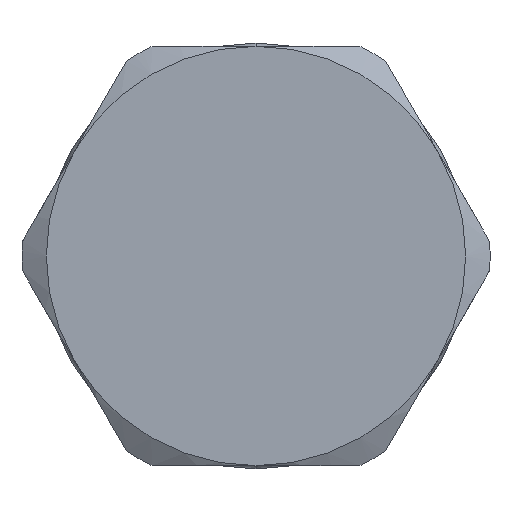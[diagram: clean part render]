
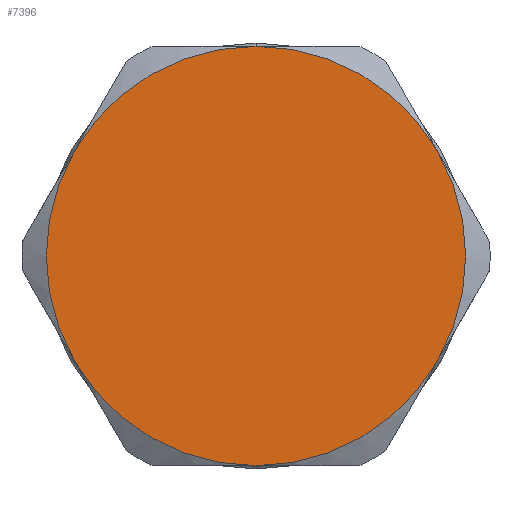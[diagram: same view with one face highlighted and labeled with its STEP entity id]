
A CAD part, left-side view. The second image highlights one B-rep face of the part: STEP entity #7396.
In plain terms, the highlighted planar face has unit normal (-1, 0, 0).
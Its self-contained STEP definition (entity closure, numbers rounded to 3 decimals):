
#53 = CIRCLE ( 'NONE', #2272, 11.11 ) ;
#277 = CIRCLE ( 'NONE', #2216, 11.11 ) ;
#278 = CIRCLE ( 'NONE', #2233, 11.11 ) ;
#346 = CIRCLE ( 'NONE', #2277, 11.11 ) ;
#347 = CIRCLE ( 'NONE', #2274, 11.11 ) ;
#348 = CIRCLE ( 'NONE', #2297, 11.11 ) ;
#658 = EDGE_CURVE ( 'NONE', #8227, #8212, #277, .T. ) ;
#660 = EDGE_CURVE ( 'NONE', #8219, #8227, #346, .T. ) ;
#661 = EDGE_CURVE ( 'NONE', #8228, #8219, #278, .T. ) ;
#662 = EDGE_CURVE ( 'NONE', #8228, #8223, #348, .T. ) ;
#663 = EDGE_CURVE ( 'NONE', #8226, #8223, #347, .T. ) ;
#738 = EDGE_CURVE ( 'NONE', #8212, #8226, #53, .T. ) ;
#1344 = DIRECTION ( 'NONE',  ( 0., 0., -1. ) ) ;
#1345 = DIRECTION ( 'NONE',  ( 1., 0., 0. ) ) ;
#1346 = CARTESIAN_POINT ( 'NONE',  ( 0., 0., 0. ) ) ;
#1349 = DIRECTION ( 'NONE',  ( 0., 0., 1. ) ) ;
#1350 = DIRECTION ( 'NONE',  ( -1., 0., 0. ) ) ;
#1351 = CARTESIAN_POINT ( 'NONE',  ( 0., 0., 0. ) ) ;
#1352 = DIRECTION ( 'NONE',  ( 0., 0., -1. ) ) ;
#1353 = DIRECTION ( 'NONE',  ( 1., 0., 0. ) ) ;
#1354 = CARTESIAN_POINT ( 'NONE',  ( 0., 0., 0. ) ) ;
#1356 = DIRECTION ( 'NONE',  ( 0., 0., -1. ) ) ;
#1357 = DIRECTION ( 'NONE',  ( 1., 0., 0. ) ) ;
#1358 = CARTESIAN_POINT ( 'NONE',  ( 0., 0., 0. ) ) ;
#1364 = DIRECTION ( 'NONE',  ( 0., 0., -1. ) ) ;
#1365 = DIRECTION ( 'NONE',  ( 1., 0., 0. ) ) ;
#1366 = CARTESIAN_POINT ( 'NONE',  ( 0., 0., 0. ) ) ;
#2216 = AXIS2_PLACEMENT_3D ( 'NONE', #1366, #1365, #1364 ) ;
#2233 = AXIS2_PLACEMENT_3D ( 'NONE', #1354, #1353, #1352 ) ;
#2272 = AXIS2_PLACEMENT_3D ( 'NONE', #8967, #8749, #8748 ) ;
#2274 = AXIS2_PLACEMENT_3D ( 'NONE', #1346, #1345, #1344 ) ;
#2277 = AXIS2_PLACEMENT_3D ( 'NONE', #1358, #1357, #1356 ) ;
#2297 = AXIS2_PLACEMENT_3D ( 'NONE', #1351, #1350, #1349 ) ;
#2753 = AXIS2_PLACEMENT_3D ( 'NONE', #9205, #9211, #9206 ) ;
#3863 = FACE_OUTER_BOUND ( 'NONE', #5862, .T. ) ;
#5841 = ORIENTED_EDGE ( 'NONE', *, *, #738, .F. ) ;
#5862 = EDGE_LOOP ( 'NONE', ( #5841, #6375, #6209, #6284, #6435, #6359 ) ) ;
#6209 = ORIENTED_EDGE ( 'NONE', *, *, #660, .F. ) ;
#6284 = ORIENTED_EDGE ( 'NONE', *, *, #661, .F. ) ;
#6359 = ORIENTED_EDGE ( 'NONE', *, *, #663, .F. ) ;
#6375 = ORIENTED_EDGE ( 'NONE', *, *, #658, .F. ) ;
#6435 = ORIENTED_EDGE ( 'NONE', *, *, #662, .T. ) ;
#7396 = ADVANCED_FACE ( 'NONE', ( #3863 ), #9680, .F. ) ;
#7618 = CARTESIAN_POINT ( 'NONE',  ( 0., -9.622, 5.555 ) ) ;
#7625 = CARTESIAN_POINT ( 'NONE',  ( 0., 0., -11.11 ) ) ;
#7652 = CARTESIAN_POINT ( 'NONE',  ( 0., 9.622, 5.555 ) ) ;
#7655 = CARTESIAN_POINT ( 'NONE',  ( 0., -9.622, -5.555 ) ) ;
#7656 = CARTESIAN_POINT ( 'NONE',  ( 0., 9.622, -5.555 ) ) ;
#7657 = CARTESIAN_POINT ( 'NONE',  ( 0., 0., 11.11 ) ) ;
#8212 = VERTEX_POINT ( 'NONE', #7625 ) ;
#8219 = VERTEX_POINT ( 'NONE', #7618 ) ;
#8223 = VERTEX_POINT ( 'NONE', #7652 ) ;
#8226 = VERTEX_POINT ( 'NONE', #7656 ) ;
#8227 = VERTEX_POINT ( 'NONE', #7655 ) ;
#8228 = VERTEX_POINT ( 'NONE', #7657 ) ;
#8748 = DIRECTION ( 'NONE',  ( 0., 0., -1. ) ) ;
#8749 = DIRECTION ( 'NONE',  ( 1., 0., 0. ) ) ;
#8967 = CARTESIAN_POINT ( 'NONE',  ( 0., 0., 0. ) ) ;
#9205 = CARTESIAN_POINT ( 'NONE',  ( 0., -12.829, 0. ) ) ;
#9206 = DIRECTION ( 'NONE',  ( 0., 0., -1. ) ) ;
#9211 = DIRECTION ( 'NONE',  ( 1., 0., 0. ) ) ;
#9680 = PLANE ( 'NONE',  #2753 ) ;
